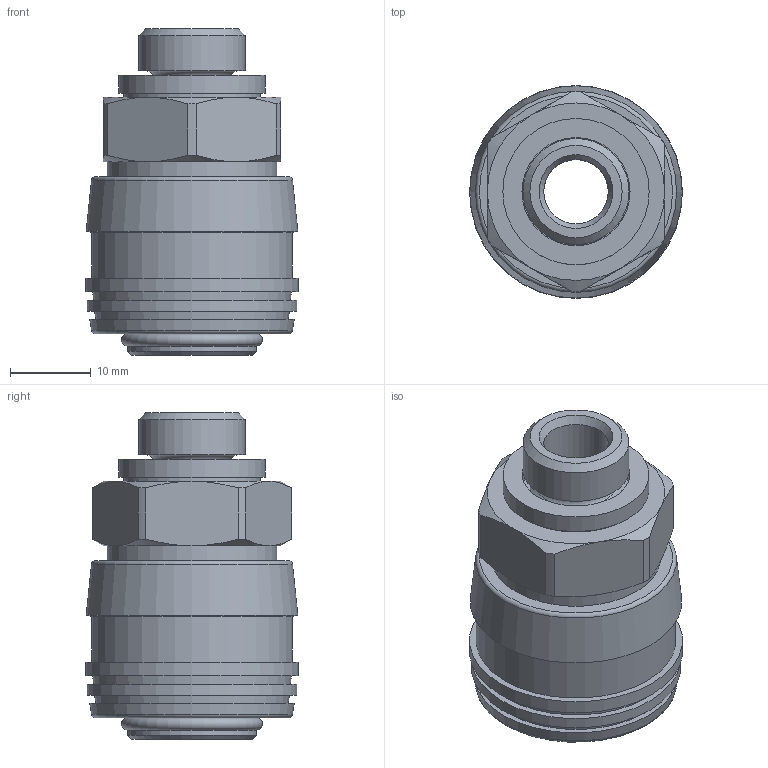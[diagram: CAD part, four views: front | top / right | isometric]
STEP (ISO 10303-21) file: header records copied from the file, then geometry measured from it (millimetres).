
FILE_DESCRIPTION(/* description */ ('STEP AP214'),/* implementation_level */ '2;1');
FILE_NAME(/* name */ '531694_KD4-1_4-A-R',/* time_stamp */ '2024-08-22T09:44:29+02:00',/* author */ ('License CC BY-ND 4.0'),/* organization */ ('CADENAS'),/* preprocessor_version */ 'ST-DEVELOPER v19.3',/* originating_system */ 'PARTsolutions',/* authorisation */ ' ');
FILE_SCHEMA (('AUTOMOTIVE_DESIGN {1 0 10303 214 3 1 1}'));
Length unit declared in the file: millimetre
Products named in the file (1): 531694 KD4-1/4-A-R
Bounding box: 26.4 x 26.4 x 40.5 mm (x, y, z)
Volume: 12866.4 mm3; surface area: 5608.2 mm2
Topology: 1 solids, 1 shells, 65 faces, 125 edges, 76 vertices
Faces by surface type: plane 22, cone 18, cylinder 16, torus 9
Full cylindrical faces by diameter (mm): 8 x1, 12 x1, 13.157 x1, 13.4 x1, 16 x1, 17 x1, 18.15 x1, 21 x1, 26 x1, 26.4 x1
Entity records: 2030 total; most frequent: CARTESIAN_POINT 314, DIRECTION 272, ORIENTED_EDGE 200, AXIS2_PLACEMENT_3D 130, EDGE_LOOP 106, FACE_BOUND 106, EDGE_CURVE 100, VERTEX_POINT 76
